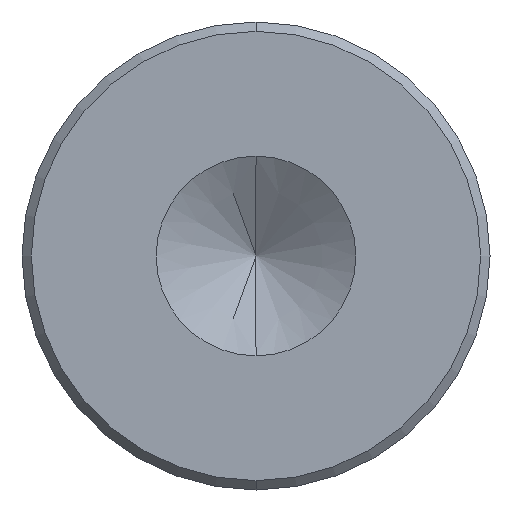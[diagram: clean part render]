
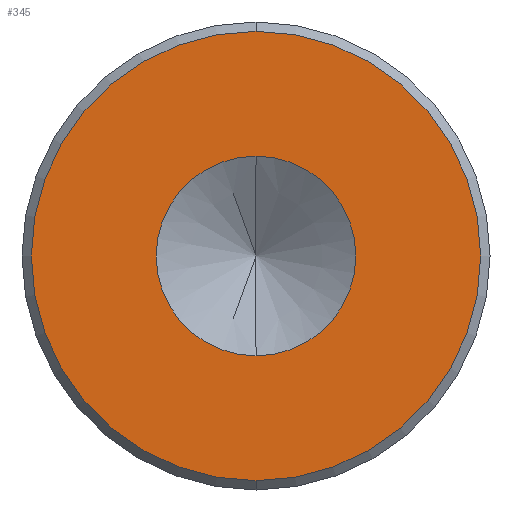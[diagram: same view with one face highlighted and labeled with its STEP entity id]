
A CAD part, front view. The second image highlights one B-rep face of the part: STEP entity #345.
In plain terms, the highlighted planar face has unit normal (0, -1, 0).
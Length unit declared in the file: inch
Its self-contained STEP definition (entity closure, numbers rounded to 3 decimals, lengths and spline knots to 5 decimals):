
#10 = CIRCLE ( 'NONE', #114, 0.05325 ) ;
#21 = CARTESIAN_POINT ( 'NONE',  ( 0., 0., -0.05325 ) ) ;
#39 = CIRCLE ( 'NONE', #250, 0.05325 ) ;
#72 = CARTESIAN_POINT ( 'NONE',  ( 0., 0., 0. ) ) ;
#95 = AXIS2_PLACEMENT_3D ( 'NONE', #429, #404, #423 ) ;
#97 = CIRCLE ( 'NONE', #282, 0.11985 ) ;
#113 = FACE_BOUND ( 'NONE', #267, .T. ) ;
#114 = AXIS2_PLACEMENT_3D ( 'NONE', #72, #390, #139 ) ;
#126 = CARTESIAN_POINT ( 'NONE',  ( 0., 0., 0.11985 ) ) ;
#139 = DIRECTION ( 'NONE',  ( 0., 0., -1. ) ) ;
#167 = EDGE_LOOP ( 'NONE', ( #179, #180 ) ) ;
#179 = ORIENTED_EDGE ( 'NONE', *, *, #484, .T. ) ;
#180 = ORIENTED_EDGE ( 'NONE', *, *, #366, .T. ) ;
#188 = CARTESIAN_POINT ( 'NONE',  ( 0., 0., -0.11985 ) ) ;
#205 = CARTESIAN_POINT ( 'NONE',  ( 0., 0., 0.05325 ) ) ;
#229 = CARTESIAN_POINT ( 'NONE',  ( 0., 0., 0. ) ) ;
#243 = PLANE ( 'NONE',  #269 ) ;
#246 = DIRECTION ( 'NONE',  ( 0., 1., 0. ) ) ;
#250 = AXIS2_PLACEMENT_3D ( 'NONE', #351, #354, #356 ) ;
#251 = DIRECTION ( 'NONE',  ( 0., 0., 1. ) ) ;
#267 = EDGE_LOOP ( 'NONE', ( #440, #360 ) ) ;
#269 = AXIS2_PLACEMENT_3D ( 'NONE', #229, #246, #251 ) ;
#282 = AXIS2_PLACEMENT_3D ( 'NONE', #316, #317, #323 ) ;
#286 = FACE_OUTER_BOUND ( 'NONE', #167, .T. ) ;
#305 = VERTEX_POINT ( 'NONE', #188 ) ;
#316 = CARTESIAN_POINT ( 'NONE',  ( 0., 0., 0. ) ) ;
#317 = DIRECTION ( 'NONE',  ( 0., -1., 0. ) ) ;
#323 = DIRECTION ( 'NONE',  ( 0., 0., 1. ) ) ;
#335 = VERTEX_POINT ( 'NONE', #205 ) ;
#345 = ADVANCED_FACE ( 'NONE', ( #113, #286 ), #243, .F. ) ;
#351 = CARTESIAN_POINT ( 'NONE',  ( 0., 0., 0. ) ) ;
#354 = DIRECTION ( 'NONE',  ( 0., -1., 0. ) ) ;
#356 = DIRECTION ( 'NONE',  ( 0., 0., -1. ) ) ;
#360 = ORIENTED_EDGE ( 'NONE', *, *, #377, .F. ) ;
#366 = EDGE_CURVE ( 'NONE', #305, #422, #97, .T. ) ;
#377 = EDGE_CURVE ( 'NONE', #335, #452, #39, .T. ) ;
#390 = DIRECTION ( 'NONE',  ( 0., -1., 0. ) ) ;
#404 = DIRECTION ( 'NONE',  ( 0., -1., 0. ) ) ;
#422 = VERTEX_POINT ( 'NONE', #126 ) ;
#423 = DIRECTION ( 'NONE',  ( 0., 0., 1. ) ) ;
#425 = CIRCLE ( 'NONE', #95, 0.11985 ) ;
#429 = CARTESIAN_POINT ( 'NONE',  ( 0., 0., 0. ) ) ;
#440 = ORIENTED_EDGE ( 'NONE', *, *, #479, .F. ) ;
#452 = VERTEX_POINT ( 'NONE', #21 ) ;
#479 = EDGE_CURVE ( 'NONE', #452, #335, #10, .T. ) ;
#484 = EDGE_CURVE ( 'NONE', #422, #305, #425, .T. ) ;
